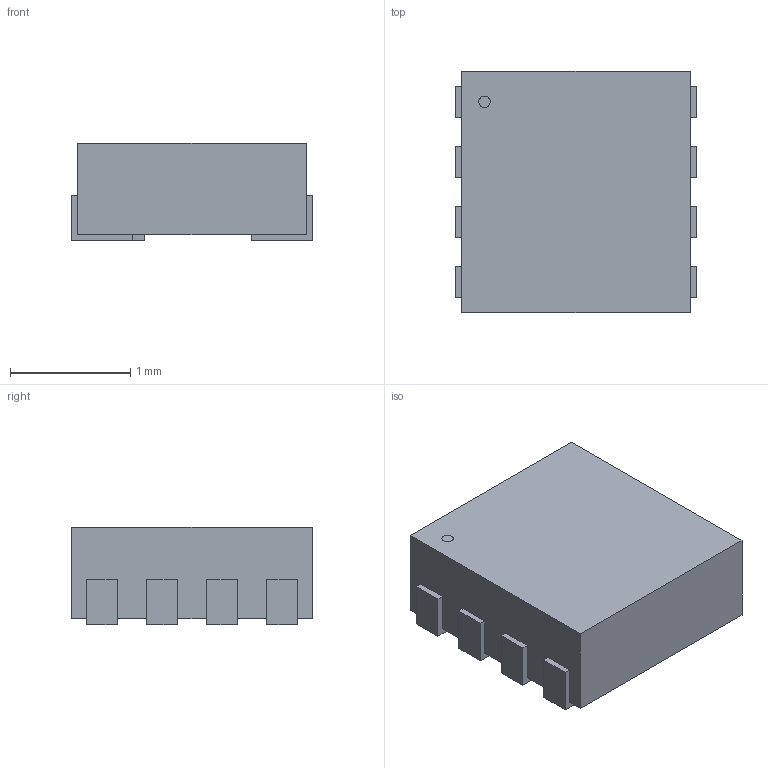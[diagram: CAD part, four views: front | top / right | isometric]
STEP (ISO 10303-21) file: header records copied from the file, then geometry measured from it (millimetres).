
FILE_DESCRIPTION(('STEP AP214'),'1');
FILE_NAME('WSON8_2P1X2P1_TEX','2024-02-22T10:10:44',(''),(''),'','','');
FILE_SCHEMA(('AUTOMOTIVE_DESIGN'));
Length unit declared in the file: millimetre
Products named in the file (1): product
Bounding box: 2.01 x 2.01 x 0.81 mm (x, y, z)
Volume: 3 mm3; surface area: 18 mm2
Topology: 10 solids, 10 shells, 73 faces, 159 edges, 106 vertices
Faces by surface type: plane 72, cylinder 1
Full cylindrical faces by diameter (mm): 0.095 x1
Entity records: 2021 total; most frequent: ORIENTED_EDGE 316, DIRECTION 310, CARTESIAN_POINT 183, EDGE_CURVE 158, LINE 156, VECTOR 156, VERTEX_POINT 106, AXIS2_PLACEMENT_3D 77
